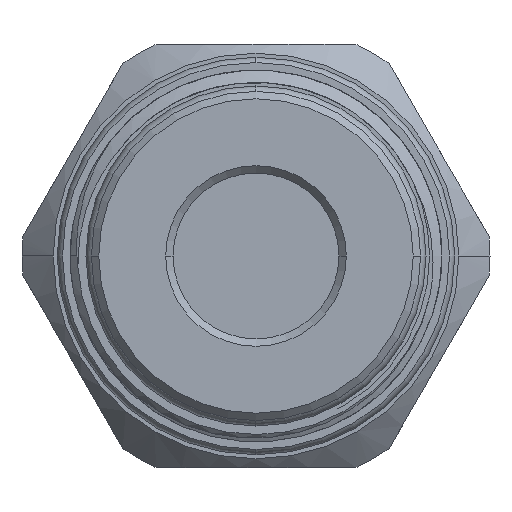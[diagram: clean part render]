
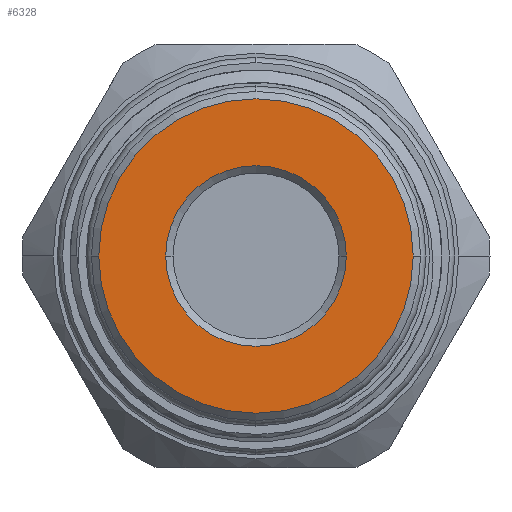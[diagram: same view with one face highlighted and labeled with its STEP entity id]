
A CAD part, left-side view. The second image highlights one B-rep face of the part: STEP entity #6328.
In plain terms, the highlighted planar face has unit normal (-1, 0, 0).
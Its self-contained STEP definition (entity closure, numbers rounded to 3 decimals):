
#554 = CARTESIAN_POINT ( 'NONE',  ( -43.8, 6.1, 0. ) ) ;
#564 = ORIENTED_EDGE ( 'NONE', *, *, #13715, .T. ) ;
#1746 = CIRCLE ( 'NONE', #7597, 10.615 ) ;
#2315 = DIRECTION ( 'NONE',  ( 0., 1., 0. ) ) ;
#2608 = CIRCLE ( 'NONE', #11715, 10.615 ) ;
#3049 = CIRCLE ( 'NONE', #13192, 6.1 ) ;
#3359 = EDGE_LOOP ( 'NONE', ( #3925, #6495 ) ) ;
#3595 = EDGE_CURVE ( 'NONE', #5934, #6738, #1746, .T. ) ;
#3925 = ORIENTED_EDGE ( 'NONE', *, *, #5695, .F. ) ;
#4380 = CIRCLE ( 'NONE', #5345, 6.1 ) ;
#4464 = VERTEX_POINT ( 'NONE', #554 ) ;
#4526 = CARTESIAN_POINT ( 'NONE',  ( -43.8, 0., 0. ) ) ;
#4913 = DIRECTION ( 'NONE',  ( 0., 1., 0. ) ) ;
#4991 = CARTESIAN_POINT ( 'NONE',  ( -43.8, -6.1, 0. ) ) ;
#5068 = DIRECTION ( 'NONE',  ( 1., 0., 0. ) ) ;
#5345 = AXIS2_PLACEMENT_3D ( 'NONE', #4526, #12284, #2315 ) ;
#5612 = VERTEX_POINT ( 'NONE', #4991 ) ;
#5695 = EDGE_CURVE ( 'NONE', #6738, #5934, #2608, .T. ) ;
#5934 = VERTEX_POINT ( 'NONE', #10691 ) ;
#6147 = PLANE ( 'NONE',  #6211 ) ;
#6211 = AXIS2_PLACEMENT_3D ( 'NONE', #10590, #5068, #8491 ) ;
#6328 = ADVANCED_FACE ( 'NONE', ( #8810, #9713 ), #6147, .F. ) ;
#6495 = ORIENTED_EDGE ( 'NONE', *, *, #3595, .F. ) ;
#6500 = DIRECTION ( 'NONE',  ( 1., 0., 0. ) ) ;
#6738 = VERTEX_POINT ( 'NONE', #11717 ) ;
#7597 = AXIS2_PLACEMENT_3D ( 'NONE', #12739, #13955, #4913 ) ;
#8491 = DIRECTION ( 'NONE',  ( 0., 1., 0. ) ) ;
#8742 = DIRECTION ( 'NONE',  ( 0., 1., 0. ) ) ;
#8810 = FACE_BOUND ( 'NONE', #10572, .T. ) ;
#9522 = ORIENTED_EDGE ( 'NONE', *, *, #12555, .T. ) ;
#9713 = FACE_OUTER_BOUND ( 'NONE', #3359, .T. ) ;
#9741 = DIRECTION ( 'NONE',  ( 0., 1., 0. ) ) ;
#10572 = EDGE_LOOP ( 'NONE', ( #564, #9522 ) ) ;
#10590 = CARTESIAN_POINT ( 'NONE',  ( -43.8, 0., 0. ) ) ;
#10691 = CARTESIAN_POINT ( 'NONE',  ( -43.8, -10.615, 0. ) ) ;
#11715 = AXIS2_PLACEMENT_3D ( 'NONE', #14406, #6500, #8742 ) ;
#11717 = CARTESIAN_POINT ( 'NONE',  ( -43.8, 10.615, 0. ) ) ;
#12284 = DIRECTION ( 'NONE',  ( 1., 0., 0. ) ) ;
#12555 = EDGE_CURVE ( 'NONE', #4464, #5612, #4380, .T. ) ;
#12739 = CARTESIAN_POINT ( 'NONE',  ( -43.8, 0., 0. ) ) ;
#13030 = DIRECTION ( 'NONE',  ( 1., 0., 0. ) ) ;
#13192 = AXIS2_PLACEMENT_3D ( 'NONE', #14231, #13030, #9741 ) ;
#13715 = EDGE_CURVE ( 'NONE', #5612, #4464, #3049, .T. ) ;
#13955 = DIRECTION ( 'NONE',  ( 1., 0., 0. ) ) ;
#14231 = CARTESIAN_POINT ( 'NONE',  ( -43.8, 0., 0. ) ) ;
#14406 = CARTESIAN_POINT ( 'NONE',  ( -43.8, 0., 0. ) ) ;
